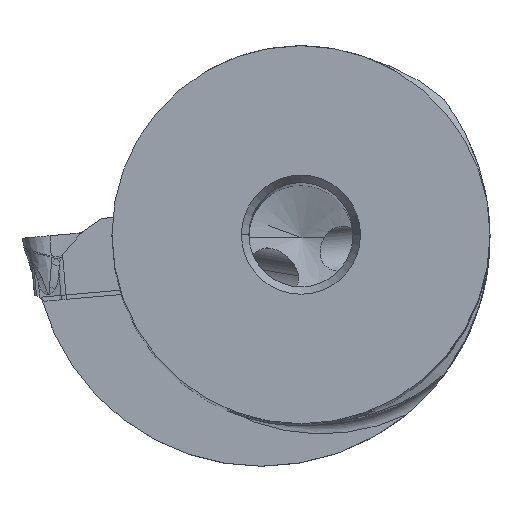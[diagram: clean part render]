
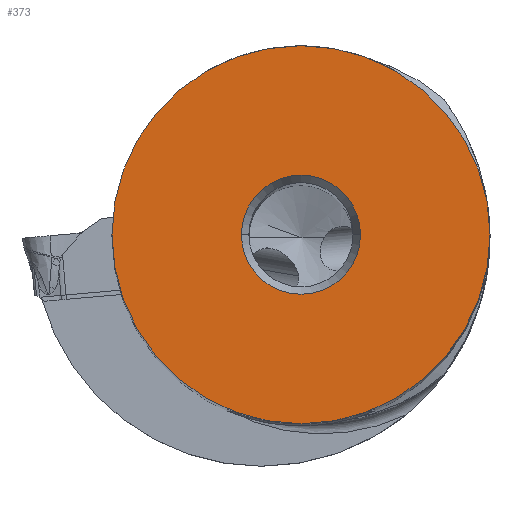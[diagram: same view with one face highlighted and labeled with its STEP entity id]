
A CAD part, top view. The second image highlights one B-rep face of the part: STEP entity #373.
In plain terms, the highlighted planar face has unit normal (0, 0, 1).
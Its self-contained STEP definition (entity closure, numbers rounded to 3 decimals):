
#47=FACE_BOUND('',#770,.T.);
#48=FACE_BOUND('',#771,.T.);
#373=ADVANCED_FACE('',(#47,#48),#433,.T.);
#433=PLANE('',#3742);
#770=EDGE_LOOP('',(#1685,#1686));
#771=EDGE_LOOP('',(#1687,#1688));
#1685=ORIENTED_EDGE('',*,*,#2642,.F.);
#1686=ORIENTED_EDGE('',*,*,#2647,.F.);
#1687=ORIENTED_EDGE('',*,*,#2648,.F.);
#1688=ORIENTED_EDGE('',*,*,#2649,.F.);
#2149=VERTEX_POINT('',#11318);
#2150=VERTEX_POINT('',#11320);
#2155=VERTEX_POINT('',#11333);
#2156=VERTEX_POINT('',#11334);
#2642=EDGE_CURVE('',#2150,#2149,#3059,.T.);
#2647=EDGE_CURVE('',#2149,#2150,#3060,.T.);
#2648=EDGE_CURVE('',#2155,#2156,#3061,.T.);
#2649=EDGE_CURVE('',#2156,#2155,#3062,.T.);
#3059=CIRCLE('',#3735,12.7);
#3060=CIRCLE('',#3739,12.7);
#3061=CIRCLE('',#3740,4.);
#3062=CIRCLE('',#3741,4.);
#3735=AXIS2_PLACEMENT_3D('',#11321,#4341,#4342);
#3739=AXIS2_PLACEMENT_3D('',#11331,#4351,#4352);
#3740=AXIS2_PLACEMENT_3D('',#11332,#4353,#4354);
#3741=AXIS2_PLACEMENT_3D('',#11335,#4355,#4356);
#3742=AXIS2_PLACEMENT_3D('',#11336,#4357,#4358);
#4341=DIRECTION('',(0.,0.,-1.));
#4342=DIRECTION('',(-1.,0.,0.));
#4351=DIRECTION('',(0.,0.,-1.));
#4352=DIRECTION('',(1.,0.,0.));
#4353=DIRECTION('',(0.,0.,1.));
#4354=DIRECTION('',(-1.,0.,0.));
#4355=DIRECTION('',(0.,0.,1.));
#4356=DIRECTION('',(1.,0.,0.));
#4357=DIRECTION('',(0.,0.,1.));
#4358=DIRECTION('',(-1.,0.,0.));
#11318=CARTESIAN_POINT('',(12.7,0.,0.));
#11320=CARTESIAN_POINT('',(-12.7,0.,0.));
#11321=CARTESIAN_POINT('',(0.,0.,0.));
#11331=CARTESIAN_POINT('',(0.,0.,0.));
#11332=CARTESIAN_POINT('',(0.,0.,0.));
#11333=CARTESIAN_POINT('',(-4.,0.,0.));
#11334=CARTESIAN_POINT('',(4.,0.,0.));
#11335=CARTESIAN_POINT('',(0.,0.,0.));
#11336=CARTESIAN_POINT('',(0.,0.,0.));
